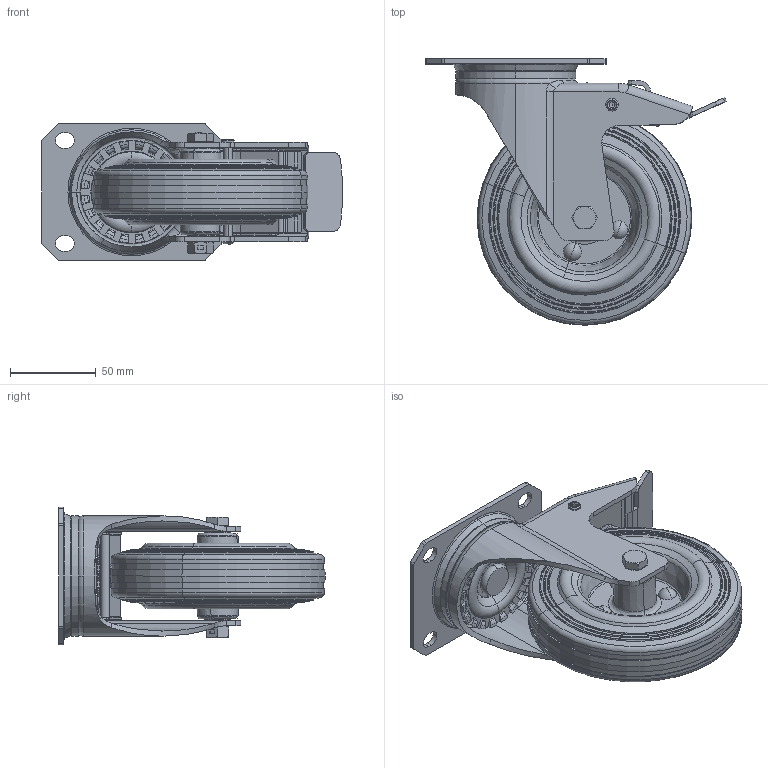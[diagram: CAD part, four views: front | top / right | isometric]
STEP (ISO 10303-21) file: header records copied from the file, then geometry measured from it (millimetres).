
FILE_DESCRIPTION (( 'STEP AP214' ), '1' );
FILE_NAME ('0055967.step', '2023-10-18T10:03:16', ( '' ), ( '' ), 'SwSTEP 2.0', 'SolidWorks 2020', '' );
FILE_SCHEMA (( 'AUTOMOTIVE_DESIGN' ));
Length unit declared in the file: millimetre
Products named in the file (1): 0055967
Bounding box: 175.08 x 155 x 80 mm (x, y, z)
Surface area: 122742.2 mm2 (no closed solid volume)
Topology: 0 solids, 29 shells, 704 faces, 2038 edges, 1323 vertices
Faces by surface type: plane 186, cylinder 172, torus 148, cone 136, bspline 46, sphere 16
Entity records: 34180 total; most frequent: CARTESIAN_POINT 8590, DIRECTION 3771, ORIENTED_EDGE 3501, EDGE_CURVE 2022, AXIS2_PLACEMENT_3D 1537, VERTEX_POINT 1323, CIRCLE 878, EDGE_LOOP 762
